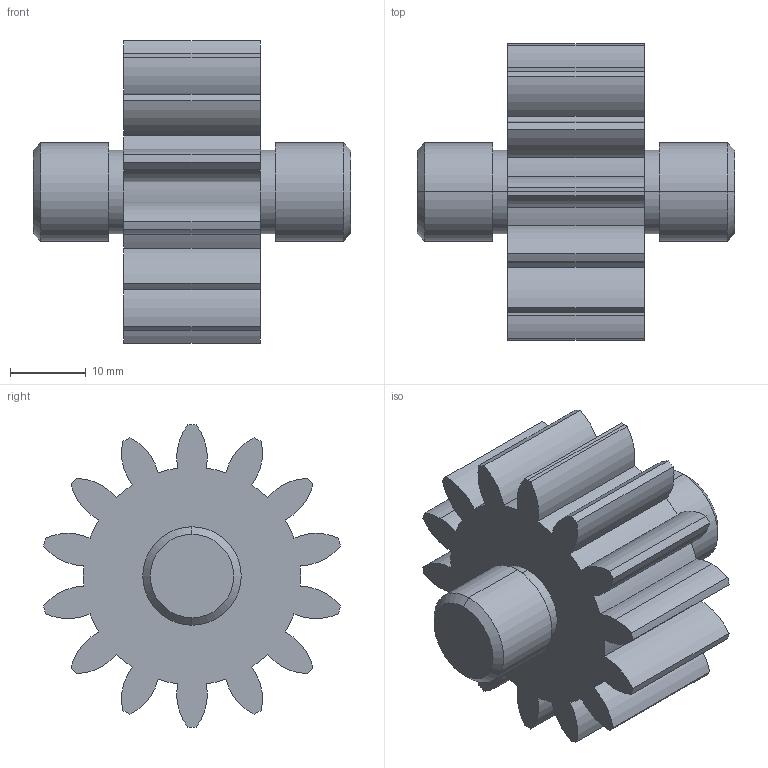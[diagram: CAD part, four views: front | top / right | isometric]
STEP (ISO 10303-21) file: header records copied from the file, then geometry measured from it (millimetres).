
FILE_DESCRIPTION (( 'STEP AP203' ), '1' );
FILE_NAME ('掩雄喘謫粣.STEP', '2023-04-17T01:29:45', ( '' ), ( '' ), 'SwSTEP 2.0', 'SolidWorks 2022', '' );
FILE_SCHEMA (( 'CONFIG_CONTROL_DESIGN' ));
Length unit declared in the file: millimetre
Products named in the file (1): 掩雄喘謫粣
Bounding box: 42 x 39.22 x 40 mm (x, y, z)
Volume: 19388.1 mm3; surface area: 6937.3 mm2
Topology: 1 solids, 2 shells, 81 faces, 215 edges, 142 vertices
Faces by surface type: cylinder 69, plane 8, cone 4
Entity records: 2674 total; most frequent: DIRECTION 521, CARTESIAN_POINT 439, ORIENTED_EDGE 430, AXIS2_PLACEMENT_3D 224, EDGE_CURVE 215, CIRCLE 142, VERTEX_POINT 142, EDGE_LOOP 85
